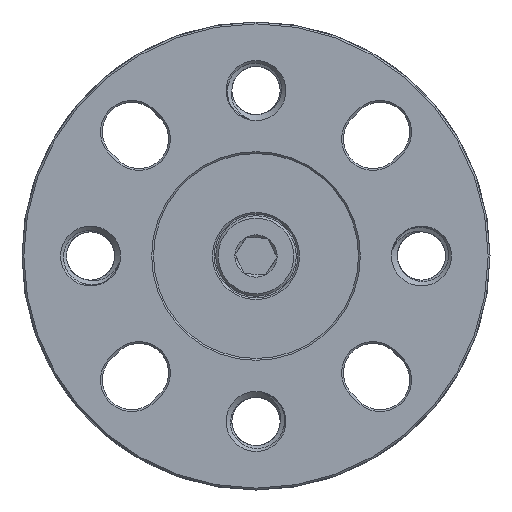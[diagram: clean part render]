
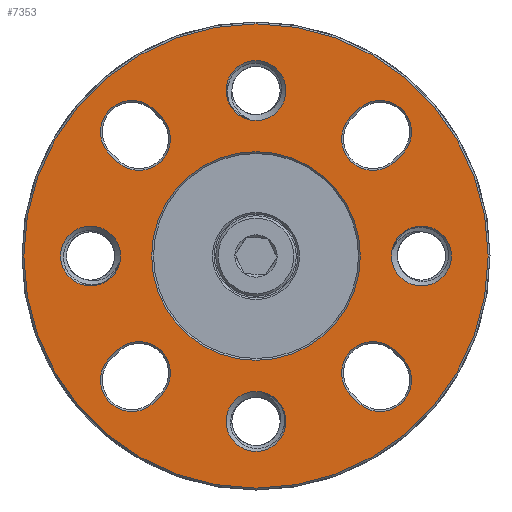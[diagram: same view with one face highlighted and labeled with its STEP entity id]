
A CAD part, front view. The second image highlights one B-rep face of the part: STEP entity #7353.
In plain terms, the highlighted planar face has unit normal (0, -1, 0).
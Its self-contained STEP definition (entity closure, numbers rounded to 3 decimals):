
#99=FACE_BOUND('',#1027,.T.);
#100=FACE_BOUND('',#1028,.T.);
#101=FACE_BOUND('',#1029,.T.);
#102=FACE_BOUND('',#1030,.T.);
#103=FACE_BOUND('',#1031,.T.);
#104=FACE_BOUND('',#1032,.T.);
#105=FACE_BOUND('',#1033,.T.);
#106=FACE_BOUND('',#1034,.T.);
#107=FACE_BOUND('',#1035,.T.);
#121=PLANE('',#7985);
#578=FACE_OUTER_BOUND('',#1026,.T.);
#1026=EDGE_LOOP('',(#5469));
#1027=EDGE_LOOP('',(#5470));
#1028=EDGE_LOOP('',(#5471));
#1029=EDGE_LOOP('',(#5472));
#1030=EDGE_LOOP('',(#5473));
#1031=EDGE_LOOP('',(#5474));
#1032=EDGE_LOOP('',(#5475,#5476,#5477,#5478));
#1033=EDGE_LOOP('',(#5479,#5480,#5481,#5482));
#1034=EDGE_LOOP('',(#5483,#5484,#5485,#5486));
#1035=EDGE_LOOP('',(#5487,#5488,#5489,#5490));
#1676=CIRCLE('',#7812,7.135);
#1681=CIRCLE('',#7819,15.875);
#1695=CIRCLE('',#7840,2.15);
#1699=CIRCLE('',#7846,2.15);
#1701=CIRCLE('',#7849,2.15);
#1705=CIRCLE('',#7855,2.15);
#1732=CIRCLE('',#7898,2.05);
#1734=CIRCLE('',#7902,2.05);
#1736=CIRCLE('',#7906,2.05);
#1738=CIRCLE('',#7910,2.05);
#1809=CIRCLE('',#7986,2.15);
#1810=CIRCLE('',#7987,2.15);
#1811=CIRCLE('',#7988,2.15);
#1812=CIRCLE('',#7989,2.15);
#2106=LINE('',#16284,#2617);
#2107=LINE('',#16287,#2618);
#2108=LINE('',#16289,#2619);
#2109=LINE('',#16291,#2620);
#2110=LINE('',#16294,#2621);
#2111=LINE('',#16297,#2622);
#2112=LINE('',#16299,#2623);
#2113=LINE('',#16301,#2624);
#2617=VECTOR('',#9171,1000.);
#2618=VECTOR('',#9174,1000.);
#2619=VECTOR('',#9175,1000.);
#2620=VECTOR('',#9176,1000.);
#2621=VECTOR('',#9179,1000.);
#2622=VECTOR('',#9182,1000.);
#2623=VECTOR('',#9183,1000.);
#2624=VECTOR('',#9184,1000.);
#3151=VERTEX_POINT('',#15513);
#3156=VERTEX_POINT('',#15527);
#3183=VERTEX_POINT('',#15588);
#3184=VERTEX_POINT('',#15590);
#3191=VERTEX_POINT('',#15606);
#3192=VERTEX_POINT('',#15608);
#3195=VERTEX_POINT('',#15615);
#3196=VERTEX_POINT('',#15617);
#3203=VERTEX_POINT('',#15633);
#3204=VERTEX_POINT('',#15635);
#3249=VERTEX_POINT('',#15792);
#3253=VERTEX_POINT('',#15886);
#3257=VERTEX_POINT('',#15974);
#3260=VERTEX_POINT('',#16103);
#3343=VERTEX_POINT('',#16283);
#3344=VERTEX_POINT('',#16285);
#3345=VERTEX_POINT('',#16288);
#3346=VERTEX_POINT('',#16290);
#3347=VERTEX_POINT('',#16293);
#3348=VERTEX_POINT('',#16295);
#3349=VERTEX_POINT('',#16298);
#3350=VERTEX_POINT('',#16300);
#3945=EDGE_CURVE('',#3151,#3151,#1676,.T.);
#3952=EDGE_CURVE('',#3156,#3156,#1681,.T.);
#3979=EDGE_CURVE('',#3184,#3183,#1695,.T.);
#3987=EDGE_CURVE('',#3192,#3191,#1699,.T.);
#3991=EDGE_CURVE('',#3196,#3195,#1701,.T.);
#3999=EDGE_CURVE('',#3204,#3203,#1705,.T.);
#4061=EDGE_CURVE('',#3249,#3249,#1732,.T.);
#4071=EDGE_CURVE('',#3253,#3253,#1734,.T.);
#4081=EDGE_CURVE('',#3257,#3257,#1736,.T.);
#4092=EDGE_CURVE('',#3260,#3260,#1738,.T.);
#4183=EDGE_CURVE('',#3203,#3343,#2106,.T.);
#4184=EDGE_CURVE('',#3343,#3344,#1809,.T.);
#4185=EDGE_CURVE('',#3344,#3204,#2107,.T.);
#4186=EDGE_CURVE('',#3345,#3196,#2108,.T.);
#4187=EDGE_CURVE('',#3195,#3346,#2109,.T.);
#4188=EDGE_CURVE('',#3346,#3345,#1810,.T.);
#4189=EDGE_CURVE('',#3191,#3347,#2110,.T.);
#4190=EDGE_CURVE('',#3347,#3348,#1811,.T.);
#4191=EDGE_CURVE('',#3348,#3192,#2111,.T.);
#4192=EDGE_CURVE('',#3349,#3184,#2112,.T.);
#4193=EDGE_CURVE('',#3183,#3350,#2113,.T.);
#4194=EDGE_CURVE('',#3350,#3349,#1812,.T.);
#5469=ORIENTED_EDGE('',*,*,#3952,.T.);
#5470=ORIENTED_EDGE('',*,*,#3945,.T.);
#5471=ORIENTED_EDGE('',*,*,#4092,.T.);
#5472=ORIENTED_EDGE('',*,*,#4081,.T.);
#5473=ORIENTED_EDGE('',*,*,#4071,.T.);
#5474=ORIENTED_EDGE('',*,*,#4061,.T.);
#5475=ORIENTED_EDGE('',*,*,#4183,.T.);
#5476=ORIENTED_EDGE('',*,*,#4184,.T.);
#5477=ORIENTED_EDGE('',*,*,#4185,.T.);
#5478=ORIENTED_EDGE('',*,*,#3999,.T.);
#5479=ORIENTED_EDGE('',*,*,#4186,.T.);
#5480=ORIENTED_EDGE('',*,*,#3991,.T.);
#5481=ORIENTED_EDGE('',*,*,#4187,.T.);
#5482=ORIENTED_EDGE('',*,*,#4188,.T.);
#5483=ORIENTED_EDGE('',*,*,#4189,.T.);
#5484=ORIENTED_EDGE('',*,*,#4190,.T.);
#5485=ORIENTED_EDGE('',*,*,#4191,.T.);
#5486=ORIENTED_EDGE('',*,*,#3987,.T.);
#5487=ORIENTED_EDGE('',*,*,#4192,.T.);
#5488=ORIENTED_EDGE('',*,*,#3979,.T.);
#5489=ORIENTED_EDGE('',*,*,#4193,.T.);
#5490=ORIENTED_EDGE('',*,*,#4194,.T.);
#7353=ADVANCED_FACE('',(#578,#99,#100,#101,#102,#103,#104,#105,#106,#107),
#121,.F.);
#7812=AXIS2_PLACEMENT_3D('',#15515,#8740,#8741);
#7819=AXIS2_PLACEMENT_3D('',#15529,#8756,#8757);
#7840=AXIS2_PLACEMENT_3D('',#15591,#8811,#8812);
#7846=AXIS2_PLACEMENT_3D('',#15609,#8827,#8828);
#7849=AXIS2_PLACEMENT_3D('',#15618,#8835,#8836);
#7855=AXIS2_PLACEMENT_3D('',#15636,#8851,#8852);
#7898=AXIS2_PLACEMENT_3D('',#15794,#8969,#8970);
#7902=AXIS2_PLACEMENT_3D('',#15888,#8979,#8980);
#7906=AXIS2_PLACEMENT_3D('',#15976,#8989,#8990);
#7910=AXIS2_PLACEMENT_3D('',#16105,#8999,#9000);
#7985=AXIS2_PLACEMENT_3D('',#16282,#9169,#9170);
#7986=AXIS2_PLACEMENT_3D('',#16286,#9172,#9173);
#7987=AXIS2_PLACEMENT_3D('',#16292,#9177,#9178);
#7988=AXIS2_PLACEMENT_3D('',#16296,#9180,#9181);
#7989=AXIS2_PLACEMENT_3D('',#16302,#9185,#9186);
#8740=DIRECTION('center_axis',(0.,1.,0.));
#8741=DIRECTION('ref_axis',(0.,0.,1.));
#8756=DIRECTION('center_axis',(0.,-1.,0.));
#8757=DIRECTION('ref_axis',(0.,0.,1.));
#8811=DIRECTION('center_axis',(0.,1.,0.));
#8812=DIRECTION('ref_axis',(0.,0.,1.));
#8827=DIRECTION('center_axis',(0.,1.,0.));
#8828=DIRECTION('ref_axis',(0.,0.,1.));
#8835=DIRECTION('center_axis',(0.,1.,0.));
#8836=DIRECTION('ref_axis',(0.,0.,1.));
#8851=DIRECTION('center_axis',(0.,1.,0.));
#8852=DIRECTION('ref_axis',(0.,0.,1.));
#8969=DIRECTION('center_axis',(0.,1.,0.));
#8970=DIRECTION('ref_axis',(0.,0.,1.));
#8979=DIRECTION('center_axis',(0.,1.,0.));
#8980=DIRECTION('ref_axis',(0.,0.,1.));
#8989=DIRECTION('center_axis',(0.,1.,0.));
#8990=DIRECTION('ref_axis',(0.,0.,1.));
#8999=DIRECTION('center_axis',(0.,1.,0.));
#9000=DIRECTION('ref_axis',(0.,0.,1.));
#9169=DIRECTION('center_axis',(0.,1.,0.));
#9170=DIRECTION('ref_axis',(0.,0.,1.));
#9171=DIRECTION('',(-0.707,0.,0.707));
#9172=DIRECTION('center_axis',(0.,1.,0.));
#9173=DIRECTION('ref_axis',(0.,0.,1.));
#9174=DIRECTION('',(0.707,0.,-0.707));
#9175=DIRECTION('',(-0.707,0.,-0.707));
#9176=DIRECTION('',(0.707,0.,0.707));
#9177=DIRECTION('center_axis',(0.,1.,0.));
#9178=DIRECTION('ref_axis',(0.,0.,1.));
#9179=DIRECTION('',(-0.707,0.,0.707));
#9180=DIRECTION('center_axis',(0.,1.,0.));
#9181=DIRECTION('ref_axis',(0.,0.,1.));
#9182=DIRECTION('',(0.707,0.,-0.707));
#9183=DIRECTION('',(-0.707,0.,-0.707));
#9184=DIRECTION('',(0.707,0.,0.707));
#9185=DIRECTION('center_axis',(0.,1.,0.));
#9186=DIRECTION('ref_axis',(0.,0.,1.));
#15513=CARTESIAN_POINT('',(0.,0.,
7.135));
#15515=CARTESIAN_POINT('Origin',(0.,0.,0.));
#15527=CARTESIAN_POINT('',(0.,0.,
-15.875));
#15529=CARTESIAN_POINT('Origin',(0.,0.,0.));
#15588=CARTESIAN_POINT('',(-10.006,0.,-6.965));
#15590=CARTESIAN_POINT('',(-6.965,0.,-10.006));
#15591=CARTESIAN_POINT('Origin',(-8.485,0.,-8.485));
#15606=CARTESIAN_POINT('',(-9.52,0.,6.48));
#15608=CARTESIAN_POINT('',(-6.48,0.,9.52));
#15609=CARTESIAN_POINT('Origin',(-8.,0.,8.));
#15615=CARTESIAN_POINT('',(6.48,0.,9.52));
#15617=CARTESIAN_POINT('',(9.52,0.,6.48));
#15618=CARTESIAN_POINT('Origin',(8.,0.,8.));
#15633=CARTESIAN_POINT('',(6.965,0.,-10.006));
#15635=CARTESIAN_POINT('',(10.006,0.,-6.965));
#15636=CARTESIAN_POINT('Origin',(8.485,0.,-8.485));
#15792=CARTESIAN_POINT('',(-11.314,0.,2.05));
#15794=CARTESIAN_POINT('Origin',(-11.314,0.,0.));
#15886=CARTESIAN_POINT('',(0.,0.,13.364));
#15888=CARTESIAN_POINT('Origin',(0.,0.,11.314));
#15974=CARTESIAN_POINT('',(11.314,0.,2.05));
#15976=CARTESIAN_POINT('Origin',(11.314,0.,0.));
#16103=CARTESIAN_POINT('',(0.,0.,
-9.264));
#16105=CARTESIAN_POINT('Origin',(0.,0.,-11.314));
#16282=CARTESIAN_POINT('Origin',(0.,0.,0.));
#16283=CARTESIAN_POINT('',(6.48,0.,-9.52));
#16284=CARTESIAN_POINT('',(-1.52,0.,-1.52));
#16285=CARTESIAN_POINT('',(9.52,0.,-6.48));
#16286=CARTESIAN_POINT('Origin',(8.,0.,-8.));
#16287=CARTESIAN_POINT('',(1.52,0.,1.52));
#16288=CARTESIAN_POINT('',(10.006,0.,6.965));
#16289=CARTESIAN_POINT('',(1.52,0.,-1.52));
#16290=CARTESIAN_POINT('',(6.965,0.,10.006));
#16291=CARTESIAN_POINT('',(-1.52,0.,1.52));
#16292=CARTESIAN_POINT('Origin',(8.485,0.,8.485));
#16293=CARTESIAN_POINT('',(-10.006,0.,6.965));
#16294=CARTESIAN_POINT('',(-1.52,0.,-1.52));
#16295=CARTESIAN_POINT('',(-6.965,0.,10.006));
#16296=CARTESIAN_POINT('Origin',(-8.485,0.,8.485));
#16297=CARTESIAN_POINT('',(1.52,0.,1.52));
#16298=CARTESIAN_POINT('',(-6.48,0.,-9.52));
#16299=CARTESIAN_POINT('',(1.52,0.,-1.52));
#16300=CARTESIAN_POINT('',(-9.52,0.,-6.48));
#16301=CARTESIAN_POINT('',(-1.52,0.,1.52));
#16302=CARTESIAN_POINT('Origin',(-8.,0.,-8.));
